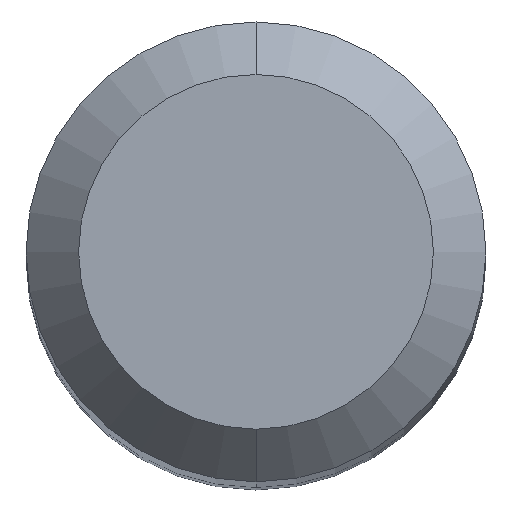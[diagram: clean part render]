
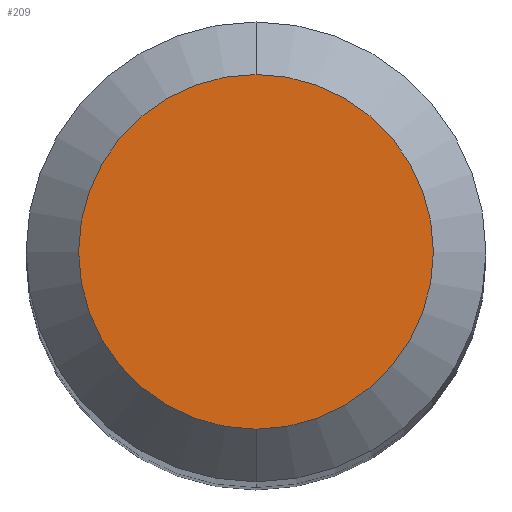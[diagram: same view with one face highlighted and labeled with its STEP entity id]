
A CAD part, top view. The second image highlights one B-rep face of the part: STEP entity #209.
In plain terms, the highlighted planar face has unit normal (0, 0, 1).
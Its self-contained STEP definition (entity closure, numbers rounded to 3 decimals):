
#17 = CARTESIAN_POINT ( 'NONE',  ( 0., 0., 74. ) ) ;
#72 = AXIS2_PLACEMENT_3D ( 'NONE', #179, #251, #307 ) ;
#75 = CARTESIAN_POINT ( 'NONE',  ( 0., -2.7, 74. ) ) ;
#80 = ORIENTED_EDGE ( 'NONE', *, *, #185, .F. ) ;
#93 = CIRCLE ( 'NONE', #264, 2.7 ) ;
#95 = DIRECTION ( 'NONE',  ( 0., 1., 0. ) ) ;
#99 = PLANE ( 'NONE',  #72 ) ;
#161 = AXIS2_PLACEMENT_3D ( 'NONE', #17, #328, #95 ) ;
#163 = ORIENTED_EDGE ( 'NONE', *, *, #297, .F. ) ;
#179 = CARTESIAN_POINT ( 'NONE',  ( 0., 0., 74. ) ) ;
#185 = EDGE_CURVE ( 'NONE', #263, #314, #93, .T. ) ;
#198 = CIRCLE ( 'NONE', #161, 2.7 ) ;
#209 = ADVANCED_FACE ( 'NONE', ( #252 ), #99, .F. ) ;
#247 = DIRECTION ( 'NONE',  ( 0., 0., -1. ) ) ;
#251 = DIRECTION ( 'NONE',  ( 0., 0., -1. ) ) ;
#252 = FACE_OUTER_BOUND ( 'NONE', #271, .T. ) ;
#263 = VERTEX_POINT ( 'NONE', #75 ) ;
#264 = AXIS2_PLACEMENT_3D ( 'NONE', #277, #247, #304 ) ;
#271 = EDGE_LOOP ( 'NONE', ( #163, #80 ) ) ;
#277 = CARTESIAN_POINT ( 'NONE',  ( 0., 0., 74. ) ) ;
#297 = EDGE_CURVE ( 'NONE', #314, #263, #198, .T. ) ;
#304 = DIRECTION ( 'NONE',  ( 0., 1., 0. ) ) ;
#307 = DIRECTION ( 'NONE',  ( 0., 1., 0. ) ) ;
#314 = VERTEX_POINT ( 'NONE', #330 ) ;
#328 = DIRECTION ( 'NONE',  ( 0., 0., -1. ) ) ;
#330 = CARTESIAN_POINT ( 'NONE',  ( 0., 2.7, 74. ) ) ;
